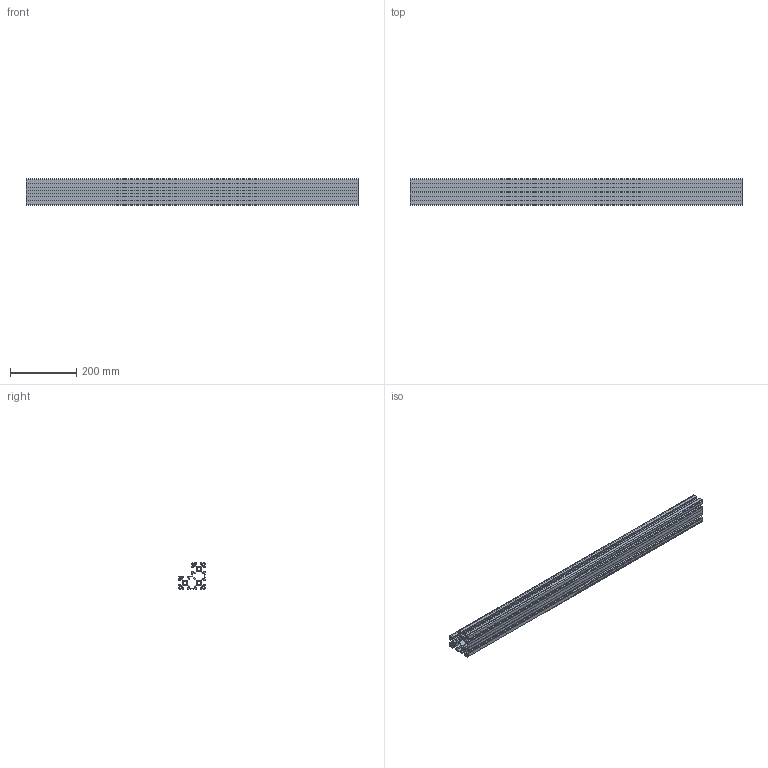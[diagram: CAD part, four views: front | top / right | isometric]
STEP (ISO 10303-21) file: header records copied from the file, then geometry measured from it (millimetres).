
FILE_DESCRIPTION (( 'STEP AP214' ), '1' );
FILE_NAME ('3_842_993_193_1000-Bosch.step', '2020-07-02T12:12:51', ( '' ), ( '' ), 'SwSTEP 2.0', 'SolidWorks 2010', '' );
FILE_SCHEMA (( 'AUTOMOTIVE_DESIGN' ));
Length unit declared in the file: millimetre
Products named in the file (1): 3_842_993_193_1000-Bosch
Bounding box: 1000 x 80 x 80 mm (x, y, z)
Volume: 1468367.9 mm3; surface area: 1183441.6 mm2
Topology: 1 solids, 1 shells, 278 faces, 828 edges, 552 vertices
Faces by surface type: plane 248, cylinder 30
Entity records: 9266 total; most frequent: CARTESIAN_POINT 1659, ORIENTED_EDGE 1656, DIRECTION 1446, EDGE_CURVE 828, LINE 768, VECTOR 768, VERTEX_POINT 552, AXIS2_PLACEMENT_3D 339
